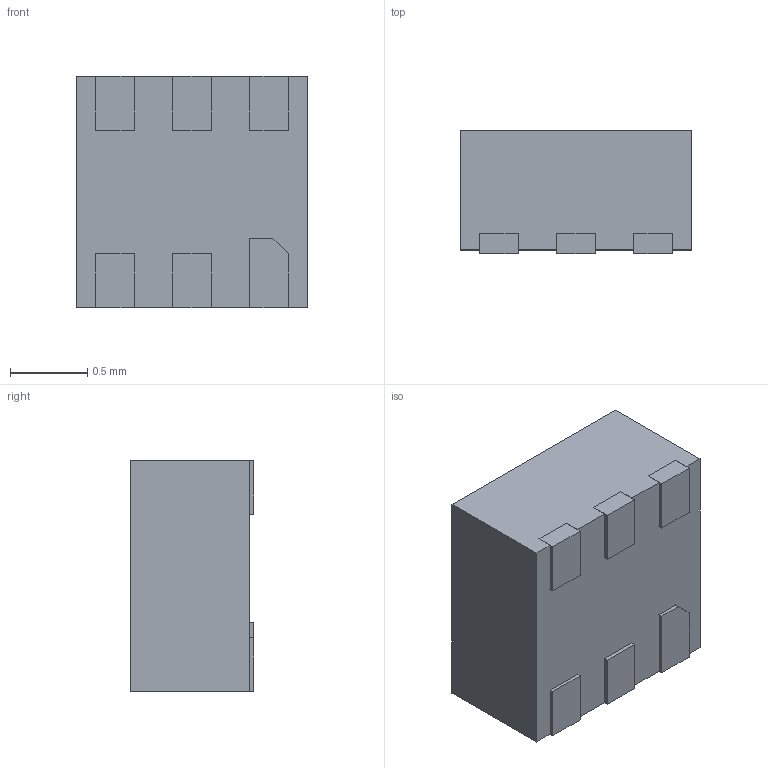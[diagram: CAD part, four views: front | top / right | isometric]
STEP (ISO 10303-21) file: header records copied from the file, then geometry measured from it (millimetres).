
FILE_DESCRIPTION((''),'2;1');
FILE_NAME('DSE0006A_ASM','2015-04-29T',('a0412086'),(''),'PRO/ENGINEER BY PARAMETRIC TECHNOLOGY CORPORATION, 2011490','PRO/ENGINEER BY PARAMETRIC TECHNOLOGY CORPORATION, 2011490','');
FILE_SCHEMA(('AUTOMOTIVE_DESIGN { 1 0 10303 214 1 1 1 1 }'));
Length unit declared in the file: millimetre
Products named in the file (3): BODY-SON; FRAME-DSE0006A; DSE0006A_ASM
Assembly tree (2 placements, depth 2):
  DSE0006A_ASM
    BODY-SON
    FRAME-DSE0006A
Bounding box: 1.5 x 0.8 x 1.5 mm (x, y, z)
Volume: 1.8 mm3; surface area: 11.6 mm2
Topology: 7 solids, 7 shells, 68 faces, 162 edges, 108 vertices
Faces by surface type: plane 68
Entity records: 2865 total; most frequent: CARTESIAN_POINT 350, ORIENTED_EDGE 324, DIRECTION 308, PRESENTATION_STYLE_ASSIGNMENT 176, STYLED_ITEM 170, VECTOR 162, LINE 162, CURVE_STYLE 162
